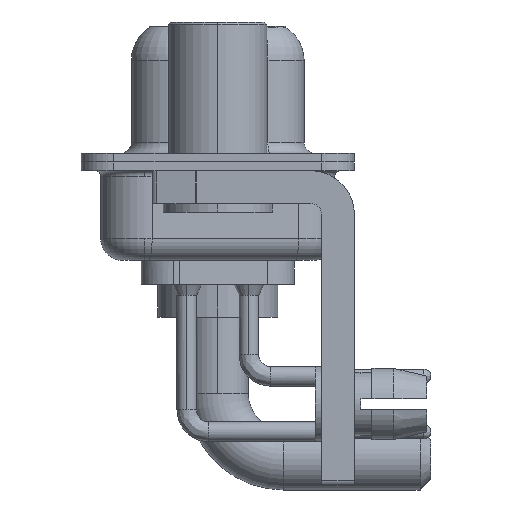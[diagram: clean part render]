
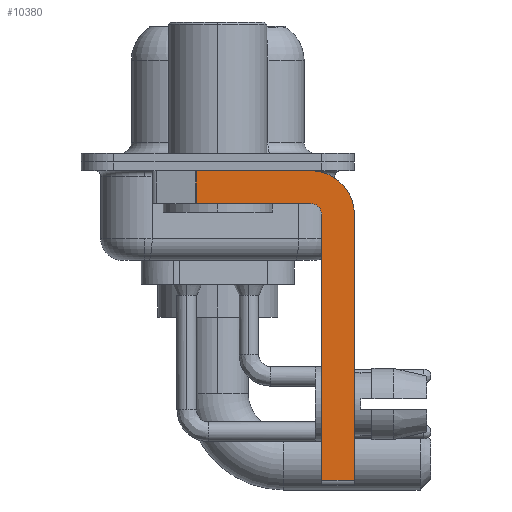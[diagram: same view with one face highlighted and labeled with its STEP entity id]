
A CAD part, left-side view. The second image highlights one B-rep face of the part: STEP entity #10380.
In plain terms, the highlighted planar face has unit normal (-1, 0, 0).
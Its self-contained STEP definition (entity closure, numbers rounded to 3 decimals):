
#337 = DIRECTION ( 'NONE',  ( 0., 0., -1. ) ) ;
#559 = DIRECTION ( 'NONE',  ( 0., -1., 0. ) ) ;
#1029 = CARTESIAN_POINT ( 'NONE',  ( -2.9, -4.25, -0.4 ) ) ;
#1235 = EDGE_LOOP ( 'NONE', ( #6714, #1420, #15577, #13593, #16240, #14455, #14869, #8569 ) ) ;
#1420 = ORIENTED_EDGE ( 'NONE', *, *, #17181, .T. ) ;
#1870 = DIRECTION ( 'NONE',  ( 0., 0., -1. ) ) ;
#2358 = CARTESIAN_POINT ( 'NONE',  ( -2.9, -6.25, -14.55 ) ) ;
#2429 = CARTESIAN_POINT ( 'NONE',  ( -2.9, -6.25, -2.4 ) ) ;
#3633 = AXIS2_PLACEMENT_3D ( 'NONE', #15973, #14203, #337 ) ;
#3766 = VECTOR ( 'NONE', #15379, 1000. ) ;
#4041 = VERTEX_POINT ( 'NONE', #7006 ) ;
#4302 = LINE ( 'NONE', #18874, #3766 ) ;
#4501 = EDGE_CURVE ( 'NONE', #19167, #5525, #19371, .T. ) ;
#4783 = EDGE_CURVE ( 'NONE', #4041, #5635, #8710, .T. ) ;
#4922 = VERTEX_POINT ( 'NONE', #1029 ) ;
#4980 = AXIS2_PLACEMENT_3D ( 'NONE', #13082, #15056, #16616 ) ;
#5525 = VERTEX_POINT ( 'NONE', #2358 ) ;
#5635 = VERTEX_POINT ( 'NONE', #7624 ) ;
#5807 = CARTESIAN_POINT ( 'NONE',  ( -2.9, -4.75, -14.8 ) ) ;
#6207 = VECTOR ( 'NONE', #559, 1000. ) ;
#6445 = LINE ( 'NONE', #14197, #6467 ) ;
#6467 = VECTOR ( 'NONE', #17801, 1000. ) ;
#6714 = ORIENTED_EDGE ( 'NONE', *, *, #7349, .F. ) ;
#6842 = VERTEX_POINT ( 'NONE', #9113 ) ;
#7006 = CARTESIAN_POINT ( 'NONE',  ( -2.9, -4.75, -2.4 ) ) ;
#7349 = EDGE_CURVE ( 'NONE', #6842, #4922, #13279, .T. ) ;
#7460 = CARTESIAN_POINT ( 'NONE',  ( -2.9, 0.978, -1.9 ) ) ;
#7624 = CARTESIAN_POINT ( 'NONE',  ( -2.9, -4.25, -1.9 ) ) ;
#8465 = VERTEX_POINT ( 'NONE', #7460 ) ;
#8536 = VECTOR ( 'NONE', #13065, 1000. ) ;
#8569 = ORIENTED_EDGE ( 'NONE', *, *, #19839, .F. ) ;
#8710 = CIRCLE ( 'NONE', #13977, 0.5 ) ;
#9113 = CARTESIAN_POINT ( 'NONE',  ( -2.9, 0.978, -0.4 ) ) ;
#9656 = PLANE ( 'NONE',  #3633 ) ;
#10380 = ADVANCED_FACE ( 'NONE', ( #17505 ), #9656, .F. ) ;
#11202 = DIRECTION ( 'NONE',  ( 0., 0., 1. ) ) ;
#11385 = LINE ( 'NONE', #12824, #18161 ) ;
#12824 = CARTESIAN_POINT ( 'NONE',  ( -2.9, 0.978, -1.9 ) ) ;
#12922 = EDGE_CURVE ( 'NONE', #16502, #4041, #19973, .T. ) ;
#12931 = VECTOR ( 'NONE', #15331, 1000. ) ;
#12971 = CARTESIAN_POINT ( 'NONE',  ( -2.9, 3., -0.4 ) ) ;
#13065 = DIRECTION ( 'NONE',  ( 0., 0., -1. ) ) ;
#13082 = CARTESIAN_POINT ( 'NONE',  ( -2.9, -4.25, -2.4 ) ) ;
#13279 = LINE ( 'NONE', #12971, #6207 ) ;
#13593 = ORIENTED_EDGE ( 'NONE', *, *, #4783, .F. ) ;
#13977 = AXIS2_PLACEMENT_3D ( 'NONE', #14193, #14088, #11202 ) ;
#14088 = DIRECTION ( 'NONE',  ( -1., 0., 0. ) ) ;
#14193 = CARTESIAN_POINT ( 'NONE',  ( -2.9, -4.25, -2.4 ) ) ;
#14197 = CARTESIAN_POINT ( 'NONE',  ( -2.9, -4.25, -1.9 ) ) ;
#14203 = DIRECTION ( 'NONE',  ( 1., 0., 0. ) ) ;
#14455 = ORIENTED_EDGE ( 'NONE', *, *, #16134, .T. ) ;
#14869 = ORIENTED_EDGE ( 'NONE', *, *, #4501, .F. ) ;
#15056 = DIRECTION ( 'NONE',  ( 1., 0., 0. ) ) ;
#15331 = DIRECTION ( 'NONE',  ( 0., 0., 1. ) ) ;
#15379 = DIRECTION ( 'NONE',  ( 0., -1., 0. ) ) ;
#15577 = ORIENTED_EDGE ( 'NONE', *, *, #16905, .F. ) ;
#15973 = CARTESIAN_POINT ( 'NONE',  ( -2.9, -4.25, -2.4 ) ) ;
#16134 = EDGE_CURVE ( 'NONE', #16502, #5525, #4302, .T. ) ;
#16240 = ORIENTED_EDGE ( 'NONE', *, *, #12922, .F. ) ;
#16502 = VERTEX_POINT ( 'NONE', #16599 ) ;
#16599 = CARTESIAN_POINT ( 'NONE',  ( -2.9, -4.75, -14.55 ) ) ;
#16616 = DIRECTION ( 'NONE',  ( 0., 0., -1. ) ) ;
#16905 = EDGE_CURVE ( 'NONE', #5635, #8465, #6445, .T. ) ;
#17181 = EDGE_CURVE ( 'NONE', #6842, #8465, #11385, .T. ) ;
#17505 = FACE_OUTER_BOUND ( 'NONE', #1235, .T. ) ;
#17801 = DIRECTION ( 'NONE',  ( 0., 1., 0. ) ) ;
#18161 = VECTOR ( 'NONE', #1870, 1000. ) ;
#18874 = CARTESIAN_POINT ( 'NONE',  ( -2.9, -4.25, -14.55 ) ) ;
#19167 = VERTEX_POINT ( 'NONE', #2429 ) ;
#19371 = LINE ( 'NONE', #19789, #8536 ) ;
#19789 = CARTESIAN_POINT ( 'NONE',  ( -2.9, -6.25, -2.4 ) ) ;
#19839 = EDGE_CURVE ( 'NONE', #4922, #19167, #19853, .T. ) ;
#19853 = CIRCLE ( 'NONE', #4980, 2. ) ;
#19973 = LINE ( 'NONE', #5807, #12931 ) ;
